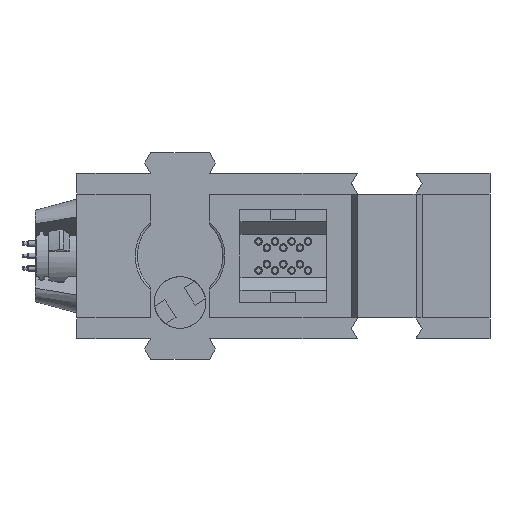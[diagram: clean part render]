
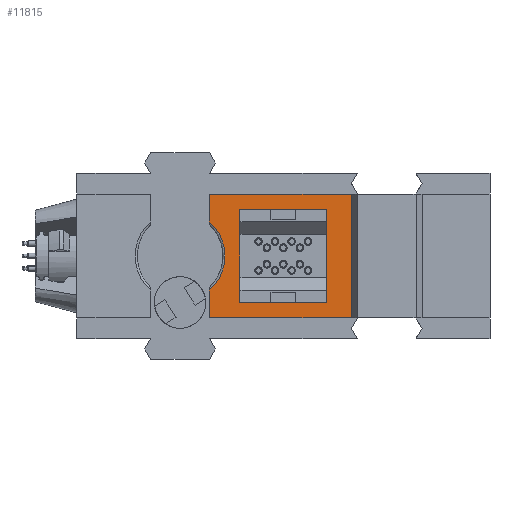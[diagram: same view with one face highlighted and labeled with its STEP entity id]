
A CAD part, left-side view. The second image highlights one B-rep face of the part: STEP entity #11815.
In plain terms, the highlighted planar face has unit normal (-1, 0, 0).
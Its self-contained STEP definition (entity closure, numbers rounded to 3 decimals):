
#2239 = LINE ( 'NONE', #48193, #13350 ) ;
#2577 = VERTEX_POINT ( 'NONE', #76633 ) ;
#3325 = ORIENTED_EDGE ( 'NONE', *, *, #19438, .F. ) ;
#3539 = DIRECTION ( 'NONE',  ( 1., 0., 0. ) ) ;
#4462 = LINE ( 'NONE', #41825, #68529 ) ;
#7996 = LINE ( 'NONE', #91795, #43447 ) ;
#9189 = EDGE_CURVE ( 'NONE', #85395, #98938, #2239, .T. ) ;
#9606 = DIRECTION ( 'NONE',  ( 0., 0., 1. ) ) ;
#11815 = ADVANCED_FACE ( 'NONE', ( #36078, #54493 ), #64240, .T. ) ;
#13350 = VECTOR ( 'NONE', #67152, 1000. ) ;
#15909 = EDGE_CURVE ( 'NONE', #2577, #116306, #7996, .T. ) ;
#18780 = LINE ( 'NONE', #93393, #93327 ) ;
#19438 = EDGE_CURVE ( 'NONE', #87094, #50294, #38841, .T. ) ;
#20400 = VERTEX_POINT ( 'NONE', #68788 ) ;
#20723 = CARTESIAN_POINT ( 'NONE',  ( -40., 21., 22.5 ) ) ;
#20819 = CARTESIAN_POINT ( 'NONE',  ( -40., 35.8, 30. ) ) ;
#21902 = EDGE_LOOP ( 'NONE', ( #3325, #114093, #119782, #37791 ) ) ;
#26279 = CARTESIAN_POINT ( 'NONE',  ( -40., 100., 0. ) ) ;
#26385 = CARTESIAN_POINT ( 'NONE',  ( -40., -21., -22.5 ) ) ;
#30575 = EDGE_CURVE ( 'NONE', #98938, #87094, #67274, .T. ) ;
#32418 = VECTOR ( 'NONE', #65815, 1000. ) ;
#33019 = VERTEX_POINT ( 'NONE', #59007 ) ;
#36078 = FACE_BOUND ( 'NONE', #21902, .T. ) ;
#37791 = ORIENTED_EDGE ( 'NONE', *, *, #85980, .F. ) ;
#38841 = LINE ( 'NONE', #48069, #32418 ) ;
#40963 = CIRCLE ( 'NONE', #87827, 21.732 ) ;
#41825 = CARTESIAN_POINT ( 'NONE',  ( -40., -21., 22.5 ) ) ;
#42515 = CARTESIAN_POINT ( 'NONE',  ( -40., -35.8, -30. ) ) ;
#43447 = VECTOR ( 'NONE', #43544, 1000. ) ;
#43544 = DIRECTION ( 'NONE',  ( 0., 0., -1. ) ) ;
#46578 = EDGE_CURVE ( 'NONE', #58875, #116306, #60894, .T. ) ;
#48069 = CARTESIAN_POINT ( 'NONE',  ( -40., -21., -22.5 ) ) ;
#48193 = CARTESIAN_POINT ( 'NONE',  ( -40., -21., 22.5 ) ) ;
#49298 = DIRECTION ( 'NONE',  ( 0., -1., 0. ) ) ;
#50294 = VERTEX_POINT ( 'NONE', #26385 ) ;
#50974 = LINE ( 'NONE', #116857, #84822 ) ;
#54493 = FACE_OUTER_BOUND ( 'NONE', #114675, .T. ) ;
#54678 = ORIENTED_EDGE ( 'NONE', *, *, #87971, .F. ) ;
#58114 = DIRECTION ( 'NONE',  ( 0., 0., -1. ) ) ;
#58875 = VERTEX_POINT ( 'NONE', #109961 ) ;
#59007 = CARTESIAN_POINT ( 'NONE',  ( -40., 35.8, 16.451 ) ) ;
#60894 = LINE ( 'NONE', #87165, #107420 ) ;
#62892 = CARTESIAN_POINT ( 'NONE',  ( -40., -21., 22.5 ) ) ;
#63427 = CARTESIAN_POINT ( 'NONE',  ( -40., 21., 22.5 ) ) ;
#64240 = PLANE ( 'NONE',  #97703 ) ;
#65815 = DIRECTION ( 'NONE',  ( 0., -1., 0. ) ) ;
#67152 = DIRECTION ( 'NONE',  ( 0., 1., 0. ) ) ;
#67274 = LINE ( 'NONE', #20723, #114549 ) ;
#68529 = VECTOR ( 'NONE', #79116, 1000. ) ;
#68788 = CARTESIAN_POINT ( 'NONE',  ( -40., 35.8, -16.451 ) ) ;
#70492 = DIRECTION ( 'NONE',  ( 0., -1., 0. ) ) ;
#72942 = CARTESIAN_POINT ( 'NONE',  ( -40., 35.8, -30. ) ) ;
#76633 = CARTESIAN_POINT ( 'NONE',  ( -40., -35.8, 30. ) ) ;
#79116 = DIRECTION ( 'NONE',  ( 0., 0., 1. ) ) ;
#83677 = VERTEX_POINT ( 'NONE', #20819 ) ;
#84822 = VECTOR ( 'NONE', #70492, 1000. ) ;
#85395 = VERTEX_POINT ( 'NONE', #62892 ) ;
#85980 = EDGE_CURVE ( 'NONE', #50294, #85395, #4462, .T. ) ;
#87094 = VERTEX_POINT ( 'NONE', #94792 ) ;
#87165 = CARTESIAN_POINT ( 'NONE',  ( -40., 100., -30. ) ) ;
#87643 = VECTOR ( 'NONE', #100998, 1000. ) ;
#87827 = AXIS2_PLACEMENT_3D ( 'NONE', #106268, #3539, #105660 ) ;
#87971 = EDGE_CURVE ( 'NONE', #83677, #2577, #50974, .T. ) ;
#88882 = ORIENTED_EDGE ( 'NONE', *, *, #15909, .F. ) ;
#91795 = CARTESIAN_POINT ( 'NONE',  ( -40., -35.8, 30. ) ) ;
#93327 = VECTOR ( 'NONE', #9606, 1000. ) ;
#93393 = CARTESIAN_POINT ( 'NONE',  ( -40., 35.8, -30. ) ) ;
#93516 = EDGE_CURVE ( 'NONE', #58875, #20400, #18780, .T. ) ;
#94792 = CARTESIAN_POINT ( 'NONE',  ( -40., 21., -22.5 ) ) ;
#97703 = AXIS2_PLACEMENT_3D ( 'NONE', #26279, #119210, #102666 ) ;
#98938 = VERTEX_POINT ( 'NONE', #63427 ) ;
#99430 = ORIENTED_EDGE ( 'NONE', *, *, #46578, .T. ) ;
#100998 = DIRECTION ( 'NONE',  ( 0., 0., 1. ) ) ;
#102666 = DIRECTION ( 'NONE',  ( 0., 0., 1. ) ) ;
#105031 = EDGE_CURVE ( 'NONE', #33019, #83677, #111371, .T. ) ;
#105660 = DIRECTION ( 'NONE',  ( 0., 0., 1. ) ) ;
#106268 = CARTESIAN_POINT ( 'NONE',  ( -40., 50., 0. ) ) ;
#106492 = EDGE_CURVE ( 'NONE', #33019, #20400, #40963, .T. ) ;
#107420 = VECTOR ( 'NONE', #49298, 1000. ) ;
#109961 = CARTESIAN_POINT ( 'NONE',  ( -40., 35.8, -30. ) ) ;
#110784 = ORIENTED_EDGE ( 'NONE', *, *, #105031, .F. ) ;
#111371 = LINE ( 'NONE', #72942, #87643 ) ;
#114093 = ORIENTED_EDGE ( 'NONE', *, *, #30575, .F. ) ;
#114549 = VECTOR ( 'NONE', #58114, 1000. ) ;
#114675 = EDGE_LOOP ( 'NONE', ( #110784, #116668, #120318, #99430, #88882, #54678 ) ) ;
#116306 = VERTEX_POINT ( 'NONE', #42515 ) ;
#116668 = ORIENTED_EDGE ( 'NONE', *, *, #106492, .T. ) ;
#116857 = CARTESIAN_POINT ( 'NONE',  ( -40., 100., 30. ) ) ;
#119210 = DIRECTION ( 'NONE',  ( -1., 0., 0. ) ) ;
#119782 = ORIENTED_EDGE ( 'NONE', *, *, #9189, .F. ) ;
#120318 = ORIENTED_EDGE ( 'NONE', *, *, #93516, .F. ) ;
